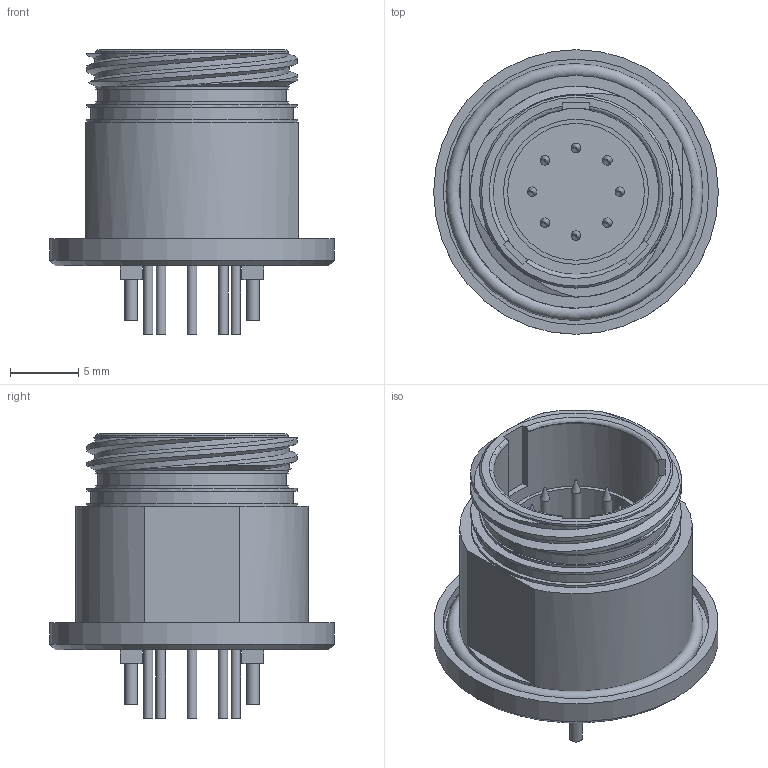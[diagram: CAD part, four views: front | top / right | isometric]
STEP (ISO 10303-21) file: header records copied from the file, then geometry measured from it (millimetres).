
FILE_DESCRIPTION(/* description */ (''),/* implementation_level */ '2;1');
FILE_NAME(/* name */ 'LEMO_HET.2M.308.XLNP_part1.stp',/* time_stamp */ '2016-02-02T13:49:00+01:00',/* author */ ('riccim'),/* organization */ (''),/* preprocessor_version */ 'ST-DEVELOPER v15.5',/* originating_system */ 'AutoCAD Mechanical',/* authorisation */ ', , ');
FILE_SCHEMA (('AUTOMOTIVE_DESIGN { 1 0 10303 214 3 1 1 }'));
Length unit declared in the file: millimetre
Products named in the file (1): Product
Bounding box: 20.8 x 20.8 x 20.8 mm (x, y, z)
Volume: 2299.4 mm3; surface area: 3261 mm2
Topology: 29 solids, 29 shells, 199 faces, 377 edges, 255 vertices
Faces by surface type: plane 119, cylinder 54, cone 11, bspline 9, torus 6
Full cylindrical faces by diameter (mm): 0.7 x16, 0.92 x4, 1.1 x8, 2.059 x1, 10 x1, 10.6 x2, 12.2 x1, 13.6 x2, 13.8 x1, 14.1 x3, 14.6 x2, 14.8 x1, 15.4 x2, 17 x2, 19.4 x1, 20.8 x1
Entity records: 5453 total; most frequent: CARTESIAN_POINT 1680, DIRECTION 768, ORIENTED_EDGE 600, AXIS2_PLACEMENT_3D 329, EDGE_CURVE 300, EDGE_LOOP 287, VERTEX_POINT 239, FACE_OUTER_BOUND 199
